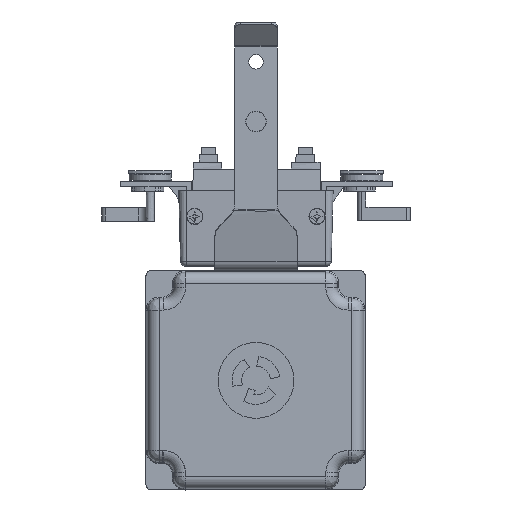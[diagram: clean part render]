
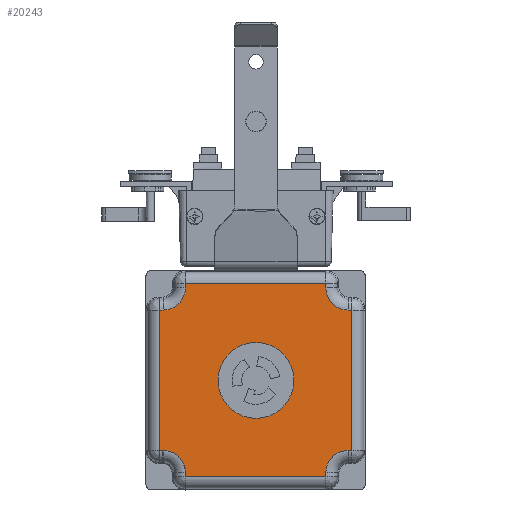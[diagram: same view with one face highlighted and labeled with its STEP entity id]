
A CAD part, front view. The second image highlights one B-rep face of the part: STEP entity #20243.
In plain terms, the highlighted planar face has unit normal (0, -1, 0).
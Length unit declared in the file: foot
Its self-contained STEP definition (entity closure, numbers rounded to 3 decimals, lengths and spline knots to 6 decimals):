
#2459=LINE('',#36924,#4529);
#2460=LINE('',#36926,#4530);
#2461=LINE('',#36928,#4531);
#2462=LINE('',#36932,#4532);
#2463=LINE('',#36934,#4533);
#2464=LINE('',#36936,#4534);
#2465=LINE('',#36940,#4535);
#2466=LINE('',#36942,#4536);
#2467=LINE('',#36944,#4537);
#2468=LINE('',#36948,#4538);
#2469=LINE('',#36950,#4539);
#2470=LINE('',#36951,#4540);
#4529=VECTOR('',#28843,1.);
#4530=VECTOR('',#28844,1.);
#4531=VECTOR('',#28845,1.);
#4532=VECTOR('',#28848,1.);
#4533=VECTOR('',#28849,1.);
#4534=VECTOR('',#28850,1.);
#4535=VECTOR('',#28853,1.);
#4536=VECTOR('',#28854,1.);
#4537=VECTOR('',#28855,1.);
#4538=VECTOR('',#28858,1.);
#4539=VECTOR('',#28859,1.);
#4540=VECTOR('',#28860,1.);
#5436=FACE_BOUND('',#7797,.T.);
#6463=FACE_OUTER_BOUND('',#7796,.T.);
#7796=EDGE_LOOP('',(#17185,#17186,#17187,#17188,#17189,#17190,#17191,#17192,
#17193,#17194,#17195,#17196,#17197,#17198,#17199,#17200));
#7797=EDGE_LOOP('',(#17201));
#8565=CIRCLE('',#23836,0.033851);
#8566=CIRCLE('',#23837,0.033851);
#8567=CIRCLE('',#23838,0.033851);
#8568=CIRCLE('',#23839,0.033851);
#8569=CIRCLE('',#23840,0.057643);
#9888=VERTEX_POINT('',#36920);
#9889=VERTEX_POINT('',#36921);
#9890=VERTEX_POINT('',#36923);
#9891=VERTEX_POINT('',#36925);
#9892=VERTEX_POINT('',#36927);
#9893=VERTEX_POINT('',#36929);
#9894=VERTEX_POINT('',#36931);
#9895=VERTEX_POINT('',#36933);
#9896=VERTEX_POINT('',#36935);
#9897=VERTEX_POINT('',#36937);
#9898=VERTEX_POINT('',#36939);
#9899=VERTEX_POINT('',#36941);
#9900=VERTEX_POINT('',#36943);
#9901=VERTEX_POINT('',#36945);
#9902=VERTEX_POINT('',#36947);
#9903=VERTEX_POINT('',#36949);
#9904=VERTEX_POINT('',#36952);
#12357=EDGE_CURVE('',#9888,#9889,#8565,.T.);
#12358=EDGE_CURVE('',#9889,#9890,#2459,.T.);
#12359=EDGE_CURVE('',#9890,#9891,#2460,.T.);
#12360=EDGE_CURVE('',#9891,#9892,#2461,.T.);
#12361=EDGE_CURVE('',#9892,#9893,#8566,.T.);
#12362=EDGE_CURVE('',#9893,#9894,#2462,.T.);
#12363=EDGE_CURVE('',#9894,#9895,#2463,.T.);
#12364=EDGE_CURVE('',#9895,#9896,#2464,.T.);
#12365=EDGE_CURVE('',#9896,#9897,#8567,.T.);
#12366=EDGE_CURVE('',#9897,#9898,#2465,.T.);
#12367=EDGE_CURVE('',#9898,#9899,#2466,.T.);
#12368=EDGE_CURVE('',#9899,#9900,#2467,.T.);
#12369=EDGE_CURVE('',#9900,#9901,#8568,.T.);
#12370=EDGE_CURVE('',#9901,#9902,#2468,.T.);
#12371=EDGE_CURVE('',#9902,#9903,#2469,.T.);
#12372=EDGE_CURVE('',#9903,#9888,#2470,.T.);
#12373=EDGE_CURVE('',#9904,#9904,#8569,.T.);
#17185=ORIENTED_EDGE('',*,*,#12357,.T.);
#17186=ORIENTED_EDGE('',*,*,#12358,.T.);
#17187=ORIENTED_EDGE('',*,*,#12359,.T.);
#17188=ORIENTED_EDGE('',*,*,#12360,.T.);
#17189=ORIENTED_EDGE('',*,*,#12361,.T.);
#17190=ORIENTED_EDGE('',*,*,#12362,.T.);
#17191=ORIENTED_EDGE('',*,*,#12363,.T.);
#17192=ORIENTED_EDGE('',*,*,#12364,.T.);
#17193=ORIENTED_EDGE('',*,*,#12365,.T.);
#17194=ORIENTED_EDGE('',*,*,#12366,.T.);
#17195=ORIENTED_EDGE('',*,*,#12367,.T.);
#17196=ORIENTED_EDGE('',*,*,#12368,.T.);
#17197=ORIENTED_EDGE('',*,*,#12369,.T.);
#17198=ORIENTED_EDGE('',*,*,#12370,.T.);
#17199=ORIENTED_EDGE('',*,*,#12371,.T.);
#17200=ORIENTED_EDGE('',*,*,#12372,.T.);
#17201=ORIENTED_EDGE('',*,*,#12373,.T.);
#18988=PLANE('',#23835);
#20243=ADVANCED_FACE('',(#6463,#5436),#18988,.T.);
#23835=AXIS2_PLACEMENT_3D('',#36919,#28839,#28840);
#23836=AXIS2_PLACEMENT_3D('',#36922,#28841,#28842);
#23837=AXIS2_PLACEMENT_3D('',#36930,#28846,#28847);
#23838=AXIS2_PLACEMENT_3D('',#36938,#28851,#28852);
#23839=AXIS2_PLACEMENT_3D('',#36946,#28856,#28857);
#23840=AXIS2_PLACEMENT_3D('',#36953,#28861,#28862);
#28839=DIRECTION('center_axis',(0.,-1.,0.));
#28840=DIRECTION('ref_axis',(0.,0.,-1.));
#28841=DIRECTION('center_axis',(0.,1.,0.));
#28842=DIRECTION('ref_axis',(1.,0.,0.));
#28843=DIRECTION('',(0.,0.,1.));
#28844=DIRECTION('',(-1.,0.,0.));
#28845=DIRECTION('',(0.,0.,-1.));
#28846=DIRECTION('center_axis',(0.,1.,0.));
#28847=DIRECTION('ref_axis',(1.,0.,0.));
#28848=DIRECTION('',(-1.,0.,0.));
#28849=DIRECTION('',(0.,0.,-1.));
#28850=DIRECTION('',(1.,0.,0.));
#28851=DIRECTION('center_axis',(0.,1.,0.));
#28852=DIRECTION('ref_axis',(1.,0.,0.));
#28853=DIRECTION('',(0.,0.,-1.));
#28854=DIRECTION('',(1.,0.,0.));
#28855=DIRECTION('',(0.,0.,1.));
#28856=DIRECTION('center_axis',(0.,1.,0.));
#28857=DIRECTION('ref_axis',(1.,0.,0.));
#28858=DIRECTION('',(1.,0.,0.));
#28859=DIRECTION('',(0.,0.,1.));
#28860=DIRECTION('',(-1.,0.,0.));
#28861=DIRECTION('center_axis',(0.,1.,0.));
#28862=DIRECTION('ref_axis',(1.,0.,0.));
#36919=CARTESIAN_POINT('Origin',(0.173848,-0.094672,
-0.1896));
#36920=CARTESIAN_POINT('',(0.139997,-0.094672,-0.223451));
#36921=CARTESIAN_POINT('',(0.106147,-0.094672,-0.1896));
#36922=CARTESIAN_POINT('Origin',(0.139997,-0.094672,
-0.1896));
#36923=CARTESIAN_POINT('',(0.106147,-0.094672,-0.183374));
#36924=CARTESIAN_POINT('',(0.106147,-0.094672,-0.1896));
#36925=CARTESIAN_POINT('',(-0.107382,-0.094672,-0.183374));
#36926=CARTESIAN_POINT('',(0.106147,-0.094672,-0.183374));
#36927=CARTESIAN_POINT('',(-0.107402,-0.094672,-0.1896));
#36928=CARTESIAN_POINT('',(-0.107382,-0.094672,-0.183374));
#36929=CARTESIAN_POINT('',(-0.141253,-0.094672,-0.223451));
#36930=CARTESIAN_POINT('Origin',(-0.141253,-0.094672,
-0.1896));
#36931=CARTESIAN_POINT('',(-0.147214,-0.094672,-0.223451));
#36932=CARTESIAN_POINT('',(-0.141253,-0.094672,-0.223451));
#36933=CARTESIAN_POINT('',(-0.147214,-0.094672,-0.436918));
#36934=CARTESIAN_POINT('',(-0.147214,-0.094672,-0.223451));
#36935=CARTESIAN_POINT('',(-0.141253,-0.094672,-0.436918));
#36936=CARTESIAN_POINT('',(-0.147214,-0.094672,-0.436918));
#36937=CARTESIAN_POINT('',(-0.107382,-0.094672,-0.470778));
#36938=CARTESIAN_POINT('Origin',(-0.141253,-0.094672,
-0.470769));
#36939=CARTESIAN_POINT('',(-0.107382,-0.094672,-0.476995));
#36940=CARTESIAN_POINT('',(-0.107382,-0.094672,-0.470778));
#36941=CARTESIAN_POINT('',(0.106147,-0.094672,-0.476995));
#36942=CARTESIAN_POINT('',(-0.107382,-0.094672,-0.476995));
#36943=CARTESIAN_POINT('',(0.106147,-0.094672,-0.470769));
#36944=CARTESIAN_POINT('',(0.106147,-0.094672,-0.476995));
#36945=CARTESIAN_POINT('',(0.139997,-0.094672,-0.436918));
#36946=CARTESIAN_POINT('Origin',(0.139997,-0.094672,
-0.470769));
#36947=CARTESIAN_POINT('',(0.145959,-0.094672,-0.436918));
#36948=CARTESIAN_POINT('',(0.139997,-0.094672,-0.436918));
#36949=CARTESIAN_POINT('',(0.145959,-0.094672,-0.223451));
#36950=CARTESIAN_POINT('',(0.145959,-0.094672,-0.436918));
#36951=CARTESIAN_POINT('',(0.145959,-0.094672,-0.223451));
#36952=CARTESIAN_POINT('',(-0.057674,-0.094672,-0.330344));
#36953=CARTESIAN_POINT('Origin',(-0.000031,-0.094672,
-0.330344));
